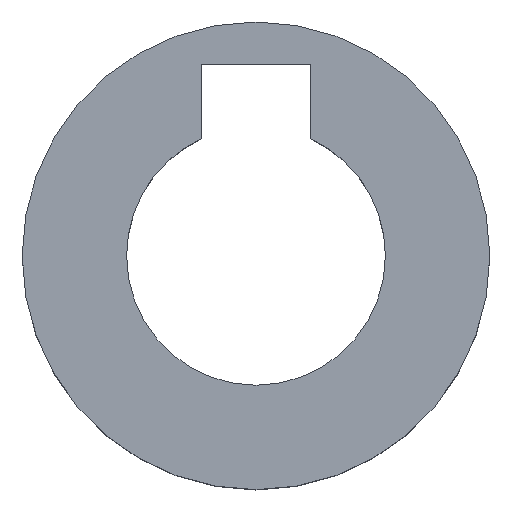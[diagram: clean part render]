
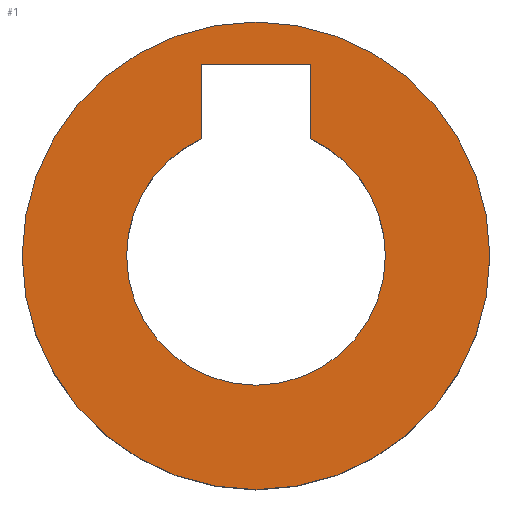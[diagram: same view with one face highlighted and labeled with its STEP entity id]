
A CAD part, top view. The second image highlights one B-rep face of the part: STEP entity #1.
In plain terms, the highlighted planar face has unit normal (0, 0, 1).
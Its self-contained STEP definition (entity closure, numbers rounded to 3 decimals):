
#1 = ADVANCED_FACE ( 'NONE', ( #11, #126 ), #331, .T. ) ;
#3 = AXIS2_PLACEMENT_3D ( 'NONE', #176, #234, #240 ) ;
#4 = VERTEX_POINT ( 'NONE', #312 ) ;
#6 = EDGE_LOOP ( 'NONE', ( #369, #343, #247, #140, #37, #72 ) ) ;
#11 = FACE_BOUND ( 'NONE', #6, .T. ) ;
#15 = DIRECTION ( 'NONE',  ( 1., 0., 0. ) ) ;
#18 = DIRECTION ( 'NONE',  ( 0., 1., 0. ) ) ;
#21 = CARTESIAN_POINT ( 'NONE',  ( -1.75, 0., 6. ) ) ;
#25 = DIRECTION ( 'NONE',  ( 1., 0., 0. ) ) ;
#26 = VERTEX_POINT ( 'NONE', #46 ) ;
#29 = CIRCLE ( 'NONE', #3, 7.5 ) ;
#37 = ORIENTED_EDGE ( 'NONE', *, *, #326, .F. ) ;
#46 = CARTESIAN_POINT ( 'NONE',  ( -4.15, 0., 6. ) ) ;
#48 = CARTESIAN_POINT ( 'NONE',  ( 0., 0., 6. ) ) ;
#61 = CARTESIAN_POINT ( 'NONE',  ( 0., 0., 6. ) ) ;
#68 = CIRCLE ( 'NONE', #354, 4.15 ) ;
#72 = ORIENTED_EDGE ( 'NONE', *, *, #122, .F. ) ;
#73 = LINE ( 'NONE', #322, #85 ) ;
#75 = DIRECTION ( 'NONE',  ( 1., 0., 0. ) ) ;
#76 = CARTESIAN_POINT ( 'NONE',  ( 0., 0., 6. ) ) ;
#85 = VECTOR ( 'NONE', #18, 1000. ) ;
#99 = DIRECTION ( 'NONE',  ( 1., 0., 0. ) ) ;
#103 = CARTESIAN_POINT ( 'NONE',  ( 0., 6.15, 6. ) ) ;
#122 = EDGE_CURVE ( 'NONE', #26, #252, #363, .T. ) ;
#126 = FACE_OUTER_BOUND ( 'NONE', #187, .T. ) ;
#127 = AXIS2_PLACEMENT_3D ( 'NONE', #281, #132, #75 ) ;
#128 = DIRECTION ( 'NONE',  ( 0., 0., 1. ) ) ;
#132 = DIRECTION ( 'NONE',  ( 0., 0., 1. ) ) ;
#140 = ORIENTED_EDGE ( 'NONE', *, *, #232, .F. ) ;
#147 = EDGE_CURVE ( 'NONE', #213, #181, #165, .T. ) ;
#151 = DIRECTION ( 'NONE',  ( 1., 0., 0. ) ) ;
#155 = EDGE_CURVE ( 'NONE', #4, #26, #299, .T. ) ;
#160 = VERTEX_POINT ( 'NONE', #189 ) ;
#165 = LINE ( 'NONE', #103, #180 ) ;
#166 = ORIENTED_EDGE ( 'NONE', *, *, #224, .T. ) ;
#170 = LINE ( 'NONE', #21, #366 ) ;
#176 = CARTESIAN_POINT ( 'NONE',  ( 0., 0., 6. ) ) ;
#177 = ORIENTED_EDGE ( 'NONE', *, *, #348, .T. ) ;
#180 = VECTOR ( 'NONE', #25, 1000. ) ;
#181 = VERTEX_POINT ( 'NONE', #313 ) ;
#185 = CARTESIAN_POINT ( 'NONE',  ( 0., 0., 6. ) ) ;
#187 = EDGE_LOOP ( 'NONE', ( #166, #177 ) ) ;
#189 = CARTESIAN_POINT ( 'NONE',  ( 7.5, 0., 6. ) ) ;
#197 = DIRECTION ( 'NONE',  ( 0., 0., 1. ) ) ;
#208 = CARTESIAN_POINT ( 'NONE',  ( -7.5, 0., 6. ) ) ;
#210 = VERTEX_POINT ( 'NONE', #220 ) ;
#213 = VERTEX_POINT ( 'NONE', #249 ) ;
#215 = CIRCLE ( 'NONE', #300, 7.5 ) ;
#220 = CARTESIAN_POINT ( 'NONE',  ( 1.75, 3.763, 6. ) ) ;
#224 = EDGE_CURVE ( 'NONE', #346, #160, #215, .T. ) ;
#228 = DIRECTION ( 'NONE',  ( 1., 0., 0. ) ) ;
#232 = EDGE_CURVE ( 'NONE', #210, #181, #73, .T. ) ;
#234 = DIRECTION ( 'NONE',  ( 0., 0., 1. ) ) ;
#240 = DIRECTION ( 'NONE',  ( 1., 0., 0. ) ) ;
#247 = ORIENTED_EDGE ( 'NONE', *, *, #147, .T. ) ;
#249 = CARTESIAN_POINT ( 'NONE',  ( -1.75, 6.15, 6. ) ) ;
#252 = VERTEX_POINT ( 'NONE', #341 ) ;
#265 = AXIS2_PLACEMENT_3D ( 'NONE', #185, #364, #99 ) ;
#281 = CARTESIAN_POINT ( 'NONE',  ( 0., 0., 6. ) ) ;
#292 = DIRECTION ( 'NONE',  ( 0., 1., 0. ) ) ;
#297 = EDGE_CURVE ( 'NONE', #4, #213, #170, .T. ) ;
#299 = CIRCLE ( 'NONE', #127, 4.15 ) ;
#300 = AXIS2_PLACEMENT_3D ( 'NONE', #76, #197, #228 ) ;
#312 = CARTESIAN_POINT ( 'NONE',  ( -1.75, 3.763, 6. ) ) ;
#313 = CARTESIAN_POINT ( 'NONE',  ( 1.75, 6.15, 6. ) ) ;
#322 = CARTESIAN_POINT ( 'NONE',  ( 1.75, 0., 6. ) ) ;
#326 = EDGE_CURVE ( 'NONE', #252, #210, #68, .T. ) ;
#331 = PLANE ( 'NONE',  #265 ) ;
#340 = DIRECTION ( 'NONE',  ( 0., 0., 1. ) ) ;
#341 = CARTESIAN_POINT ( 'NONE',  ( 4.15, 0., 6. ) ) ;
#343 = ORIENTED_EDGE ( 'NONE', *, *, #297, .T. ) ;
#346 = VERTEX_POINT ( 'NONE', #208 ) ;
#348 = EDGE_CURVE ( 'NONE', #160, #346, #29, .T. ) ;
#353 = AXIS2_PLACEMENT_3D ( 'NONE', #48, #340, #15 ) ;
#354 = AXIS2_PLACEMENT_3D ( 'NONE', #61, #128, #151 ) ;
#363 = CIRCLE ( 'NONE', #353, 4.15 ) ;
#364 = DIRECTION ( 'NONE',  ( 0., 0., 1. ) ) ;
#366 = VECTOR ( 'NONE', #292, 1000. ) ;
#369 = ORIENTED_EDGE ( 'NONE', *, *, #155, .F. ) ;
